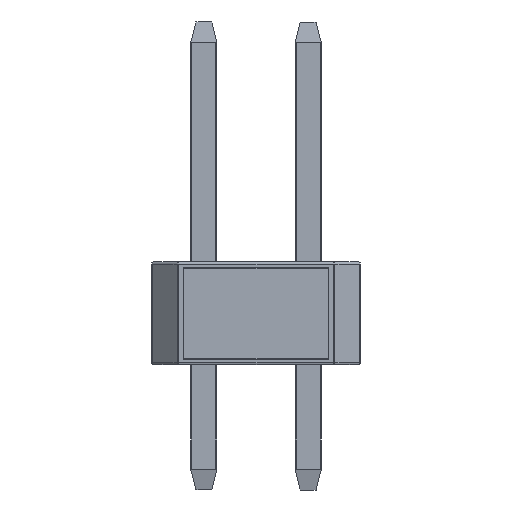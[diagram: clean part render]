
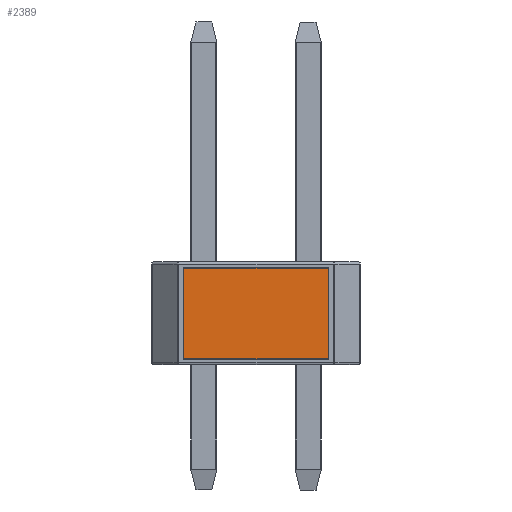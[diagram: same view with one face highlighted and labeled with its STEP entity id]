
A CAD part, left-side view. The second image highlights one B-rep face of the part: STEP entity #2389.
In plain terms, the highlighted planar face has unit normal (-1, 0, 0).
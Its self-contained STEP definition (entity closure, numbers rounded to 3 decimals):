
#438=FACE_OUTER_BOUND('',#564,.T.);
#564=EDGE_LOOP('',(#1966,#1967,#1968,#1969));
#703=LINE('',#3722,#919);
#704=LINE('',#3727,#920);
#707=LINE('',#3735,#923);
#709=LINE('',#3738,#925);
#919=VECTOR('',#2965,10.);
#920=VECTOR('',#2970,10.);
#923=VECTOR('',#2979,10.);
#925=VECTOR('',#2983,10.);
#1116=VERTEX_POINT('',#3719);
#1117=VERTEX_POINT('',#3721);
#1118=VERTEX_POINT('',#3725);
#1119=VERTEX_POINT('',#3726);
#1332=EDGE_CURVE('',#1117,#1116,#703,.T.);
#1334=EDGE_CURVE('',#1118,#1119,#704,.T.);
#1339=EDGE_CURVE('',#1116,#1118,#707,.T.);
#1341=EDGE_CURVE('',#1119,#1117,#709,.T.);
#1966=ORIENTED_EDGE('',*,*,#1339,.T.);
#1967=ORIENTED_EDGE('',*,*,#1334,.T.);
#1968=ORIENTED_EDGE('',*,*,#1341,.T.);
#1969=ORIENTED_EDGE('',*,*,#1332,.T.);
#2152=PLANE('',#2635);
#2389=ADVANCED_FACE('',(#438),#2152,.T.);
#2635=AXIS2_PLACEMENT_3D('',#3936,#3234,#3235);
#2965=DIRECTION('',(0.,1.,0.));
#2970=DIRECTION('',(0.,-1.,0.));
#2979=DIRECTION('',(0.,0.,-1.));
#2983=DIRECTION('',(0.,0.,1.));
#3234=DIRECTION('center_axis',(-1.,0.,0.));
#3235=DIRECTION('ref_axis',(0.,0.,1.));
#3719=CARTESIAN_POINT('',(-1.27,3.023,2.35));
#3721=CARTESIAN_POINT('',(-1.27,-0.488,2.35));
#3722=CARTESIAN_POINT('',(-1.27,3.023,2.35));
#3725=CARTESIAN_POINT('',(-1.27,3.023,0.15));
#3726=CARTESIAN_POINT('',(-1.27,-0.488,0.15));
#3727=CARTESIAN_POINT('',(-1.27,-0.488,0.15));
#3735=CARTESIAN_POINT('',(-1.27,3.023,0.15));
#3738=CARTESIAN_POINT('',(-1.27,-0.488,2.35));
#3936=CARTESIAN_POINT('Origin',(-1.27,1.268,1.25));
